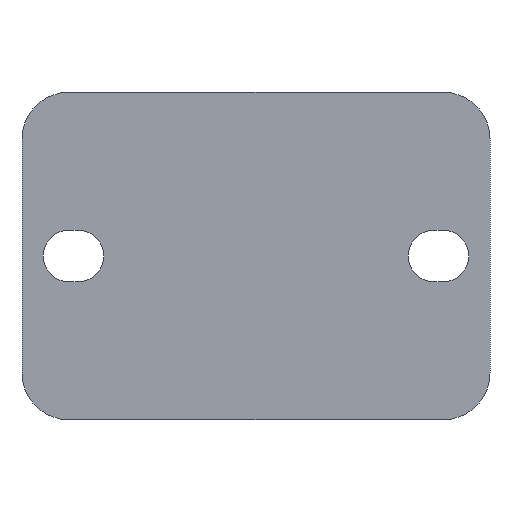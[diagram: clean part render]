
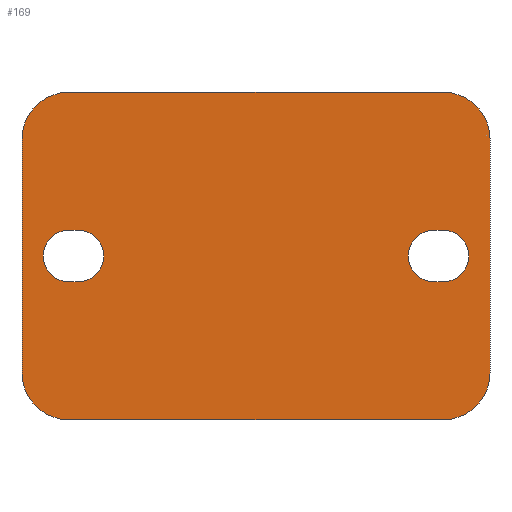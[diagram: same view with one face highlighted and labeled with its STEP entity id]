
A CAD part, front view. The second image highlights one B-rep face of the part: STEP entity #169.
In plain terms, the highlighted planar face has unit normal (0, -1, 0).
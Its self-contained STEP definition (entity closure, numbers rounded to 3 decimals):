
#169 = ADVANCED_FACE( '', ( #427, #428, #429 ), #430, .F. );
#427 = FACE_BOUND( '', #792, .T. );
#428 = FACE_BOUND( '', #793, .T. );
#429 = FACE_OUTER_BOUND( '', #794, .T. );
#430 = PLANE( '', #795 );
#792 = EDGE_LOOP( '', ( #1230, #1231, #1232, #1233 ) );
#793 = EDGE_LOOP( '', ( #1234, #1235, #1236, #1237 ) );
#794 = EDGE_LOOP( '', ( #1238, #1239, #1240, #1241, #1242, #1243, #1244, #1245 ) );
#795 = AXIS2_PLACEMENT_3D( '', #1246, #1247, #1248 );
#1230 = ORIENTED_EDGE( '', *, *, #2084, .T. );
#1231 = ORIENTED_EDGE( '', *, *, #2085, .T. );
#1232 = ORIENTED_EDGE( '', *, *, #2086, .T. );
#1233 = ORIENTED_EDGE( '', *, *, #2036, .T. );
#1234 = ORIENTED_EDGE( '', *, *, #2069, .T. );
#1235 = ORIENTED_EDGE( '', *, *, #2087, .T. );
#1236 = ORIENTED_EDGE( '', *, *, #2088, .T. );
#1237 = ORIENTED_EDGE( '', *, *, #2089, .T. );
#1238 = ORIENTED_EDGE( '', *, *, #2090, .F. );
#1239 = ORIENTED_EDGE( '', *, *, #2057, .F. );
#1240 = ORIENTED_EDGE( '', *, *, #2091, .F. );
#1241 = ORIENTED_EDGE( '', *, *, #2092, .F. );
#1242 = ORIENTED_EDGE( '', *, *, #2017, .F. );
#1243 = ORIENTED_EDGE( '', *, *, #2093, .F. );
#1244 = ORIENTED_EDGE( '', *, *, #2031, .F. );
#1245 = ORIENTED_EDGE( '', *, *, #2094, .F. );
#1246 = CARTESIAN_POINT( '', ( -20., 0., -12.5 ) );
#1247 = DIRECTION( '', ( 0., 1., 0. ) );
#1248 = DIRECTION( '', ( 0., 0., 1. ) );
#2017 = EDGE_CURVE( '', #2374, #2375, #2376, .T. );
#2031 = EDGE_CURVE( '', #2398, #2399, #2400, .T. );
#2036 = EDGE_CURVE( '', #2407, #2408, #2409, .T. );
#2057 = EDGE_CURVE( '', #2443, #2444, #2445, .T. );
#2069 = EDGE_CURVE( '', #2464, #2465, #2466, .T. );
#2084 = EDGE_CURVE( '', #2408, #2490, #2491, .T. );
#2085 = EDGE_CURVE( '', #2490, #2492, #2493, .T. );
#2086 = EDGE_CURVE( '', #2492, #2407, #2494, .T. );
#2087 = EDGE_CURVE( '', #2465, #2495, #2496, .T. );
#2088 = EDGE_CURVE( '', #2495, #2497, #2498, .T. );
#2089 = EDGE_CURVE( '', #2497, #2464, #2499, .T. );
#2090 = EDGE_CURVE( '', #2444, #2500, #2501, .T. );
#2091 = EDGE_CURVE( '', #2502, #2443, #2503, .T. );
#2092 = EDGE_CURVE( '', #2375, #2502, #2504, .T. );
#2093 = EDGE_CURVE( '', #2399, #2374, #2505, .T. );
#2094 = EDGE_CURVE( '', #2500, #2398, #2506, .T. );
#2374 = VERTEX_POINT( '', #2889 );
#2375 = VERTEX_POINT( '', #2890 );
#2376 = CIRCLE( '', #2891, 5. );
#2398 = VERTEX_POINT( '', #2920 );
#2399 = VERTEX_POINT( '', #2921 );
#2400 = CIRCLE( '', #2922, 5. );
#2407 = VERTEX_POINT( '', #2931 );
#2408 = VERTEX_POINT( '', #2932 );
#2409 = CIRCLE( '', #2933, 2.75 );
#2443 = VERTEX_POINT( '', #2987 );
#2444 = VERTEX_POINT( '', #2988 );
#2445 = LINE( '', #2989, #2990 );
#2464 = VERTEX_POINT( '', #3017 );
#2465 = VERTEX_POINT( '', #3018 );
#2466 = LINE( '', #3019, #3020 );
#2490 = VERTEX_POINT( '', #3117 );
#2491 = LINE( '', #3118, #3119 );
#2492 = VERTEX_POINT( '', #3120 );
#2493 = CIRCLE( '', #3121, 2.75 );
#2494 = LINE( '', #3122, #3123 );
#2495 = VERTEX_POINT( '', #3124 );
#2496 = CIRCLE( '', #3125, 2.75 );
#2497 = VERTEX_POINT( '', #3126 );
#2498 = LINE( '', #3127, #3128 );
#2499 = CIRCLE( '', #3129, 2.75 );
#2500 = VERTEX_POINT( '', #3130 );
#2501 = CIRCLE( '', #3131, 5. );
#2502 = VERTEX_POINT( '', #3132 );
#2503 = CIRCLE( '', #3133, 5. );
#2504 = LINE( '', #3134, #3135 );
#2505 = LINE( '', #3136, #3137 );
#2506 = LINE( '', #3138, #3139 );
#2889 = CARTESIAN_POINT( '', ( 20., 0., 17.5 ) );
#2890 = CARTESIAN_POINT( '', ( 25., 0., 12.5 ) );
#2891 = AXIS2_PLACEMENT_3D( '', #3679, #3680, #3681 );
#2920 = CARTESIAN_POINT( '', ( -25., 0., 12.5 ) );
#2921 = CARTESIAN_POINT( '', ( -20., 0., 17.5 ) );
#2922 = AXIS2_PLACEMENT_3D( '', #3698, #3699, #3700 );
#2931 = CARTESIAN_POINT( '', ( -19., 0., 2.75 ) );
#2932 = CARTESIAN_POINT( '', ( -19., 0., -2.75 ) );
#2933 = AXIS2_PLACEMENT_3D( '', #3706, #3707, #3708 );
#2987 = CARTESIAN_POINT( '', ( 20., 0., -17.5 ) );
#2988 = CARTESIAN_POINT( '', ( -20., 0., -17.5 ) );
#2989 = CARTESIAN_POINT( '', ( 20., 0., -17.5 ) );
#2990 = VECTOR( '', #3727, 1000. );
#3017 = CARTESIAN_POINT( '', ( 20., 0., -2.75 ) );
#3018 = CARTESIAN_POINT( '', ( 19., 0., -2.75 ) );
#3019 = CARTESIAN_POINT( '', ( 20., 0., -2.75 ) );
#3020 = VECTOR( '', #3739, 1000. );
#3117 = CARTESIAN_POINT( '', ( -20., 0., -2.75 ) );
#3118 = CARTESIAN_POINT( '', ( -19., 0., -2.75 ) );
#3119 = VECTOR( '', #3754, 1000. );
#3120 = CARTESIAN_POINT( '', ( -20., 0., 2.75 ) );
#3121 = AXIS2_PLACEMENT_3D( '', #3755, #3756, #3757 );
#3122 = CARTESIAN_POINT( '', ( -20., 0., 2.75 ) );
#3123 = VECTOR( '', #3758, 1000. );
#3124 = CARTESIAN_POINT( '', ( 19., 0., 2.75 ) );
#3125 = AXIS2_PLACEMENT_3D( '', #3759, #3760, #3761 );
#3126 = CARTESIAN_POINT( '', ( 20., 0., 2.75 ) );
#3127 = CARTESIAN_POINT( '', ( 19., 0., 2.75 ) );
#3128 = VECTOR( '', #3762, 1000. );
#3129 = AXIS2_PLACEMENT_3D( '', #3763, #3764, #3765 );
#3130 = CARTESIAN_POINT( '', ( -25., 0., -12.5 ) );
#3131 = AXIS2_PLACEMENT_3D( '', #3766, #3767, #3768 );
#3132 = CARTESIAN_POINT( '', ( 25., 0., -12.5 ) );
#3133 = AXIS2_PLACEMENT_3D( '', #3769, #3770, #3771 );
#3134 = CARTESIAN_POINT( '', ( 25., 0., 12.5 ) );
#3135 = VECTOR( '', #3772, 1000. );
#3136 = CARTESIAN_POINT( '', ( -20., 0., 17.5 ) );
#3137 = VECTOR( '', #3773, 1000. );
#3138 = CARTESIAN_POINT( '', ( -25., 0., -12.5 ) );
#3139 = VECTOR( '', #3774, 1000. );
#3679 = CARTESIAN_POINT( '', ( 20., 0., 12.5 ) );
#3680 = DIRECTION( '', ( 0., 1., 0. ) );
#3681 = DIRECTION( '', ( 1., 0., 0. ) );
#3698 = CARTESIAN_POINT( '', ( -20., 0., 12.5 ) );
#3699 = DIRECTION( '', ( 0., 1., 0. ) );
#3700 = DIRECTION( '', ( 1., 0., 0. ) );
#3706 = CARTESIAN_POINT( '', ( -19., 0., 0. ) );
#3707 = DIRECTION( '', ( 0., 1., 0. ) );
#3708 = DIRECTION( '', ( 1., 0., 0. ) );
#3727 = DIRECTION( '', ( -1., 0., 0. ) );
#3739 = DIRECTION( '', ( -1., 0., 0. ) );
#3754 = DIRECTION( '', ( -1., 0., 0. ) );
#3755 = CARTESIAN_POINT( '', ( -20., 0., 0. ) );
#3756 = DIRECTION( '', ( 0., 1., 0. ) );
#3757 = DIRECTION( '', ( 1., 0., 0. ) );
#3758 = DIRECTION( '', ( 1., 0., 0. ) );
#3759 = CARTESIAN_POINT( '', ( 19., 0., 0. ) );
#3760 = DIRECTION( '', ( 0., 1., 0. ) );
#3761 = DIRECTION( '', ( 1., 0., 0. ) );
#3762 = DIRECTION( '', ( 1., 0., 0. ) );
#3763 = CARTESIAN_POINT( '', ( 20., 0., 0. ) );
#3764 = DIRECTION( '', ( 0., 1., 0. ) );
#3765 = DIRECTION( '', ( 1., 0., 0. ) );
#3766 = CARTESIAN_POINT( '', ( -20., 0., -12.5 ) );
#3767 = DIRECTION( '', ( 0., 1., 0. ) );
#3768 = DIRECTION( '', ( 1., 0., 0. ) );
#3769 = CARTESIAN_POINT( '', ( 20., 0., -12.5 ) );
#3770 = DIRECTION( '', ( 0., 1., 0. ) );
#3771 = DIRECTION( '', ( 1., 0., 0. ) );
#3772 = DIRECTION( '', ( 0., 0., -1. ) );
#3773 = DIRECTION( '', ( 1., 0., 0. ) );
#3774 = DIRECTION( '', ( 0., 0., 1. ) );
